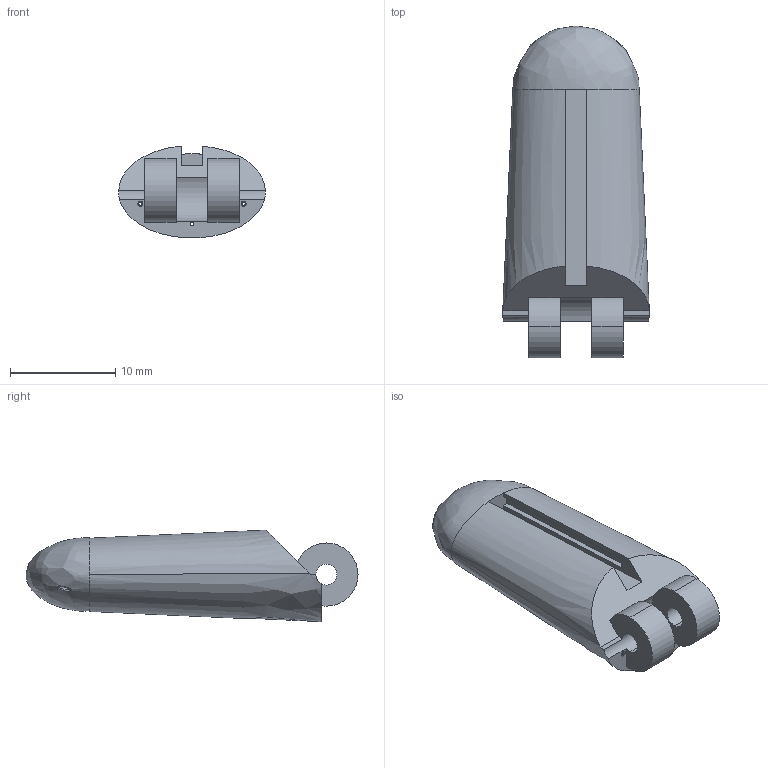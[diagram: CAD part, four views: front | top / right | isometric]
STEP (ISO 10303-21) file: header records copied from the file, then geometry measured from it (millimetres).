
FILE_DESCRIPTION (( 'STEP AP214' ), '1' );
FILE_NAME ('Part3p.STEP', '2025-12-21T13:37:22', ( '' ), ( '' ), 'SwSTEP 2.0', 'SolidWorks 2022', '' );
FILE_SCHEMA (( 'AUTOMOTIVE_DESIGN' ));
Length unit declared in the file: millimetre
Products named in the file (1): Part3p
Bounding box: 13.95 x 31.5 x 8.71 mm (x, y, z)
Volume: 1934.6 mm3; surface area: 1303.3 mm2
Topology: 1 solids, 1 shells, 51 faces, 147 edges, 94 vertices
Faces by surface type: plane 20, cylinder 17, bspline 10, torus 4
Entity records: 2711 total; most frequent: CARTESIAN_POINT 1430, ORIENTED_EDGE 290, DIRECTION 224, EDGE_CURVE 145, VERTEX_POINT 94, AXIS2_PLACEMENT_3D 80, LINE 64, VECTOR 64
